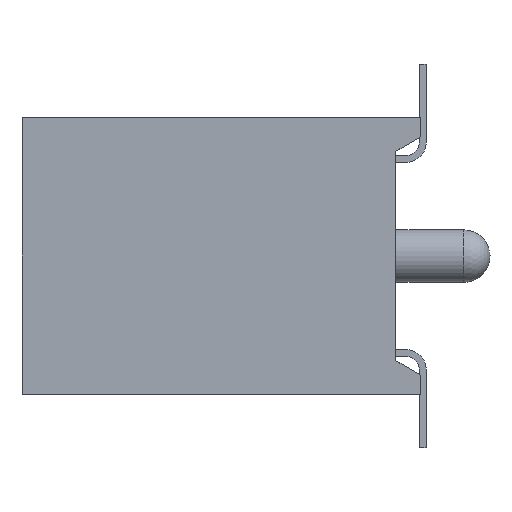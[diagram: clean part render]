
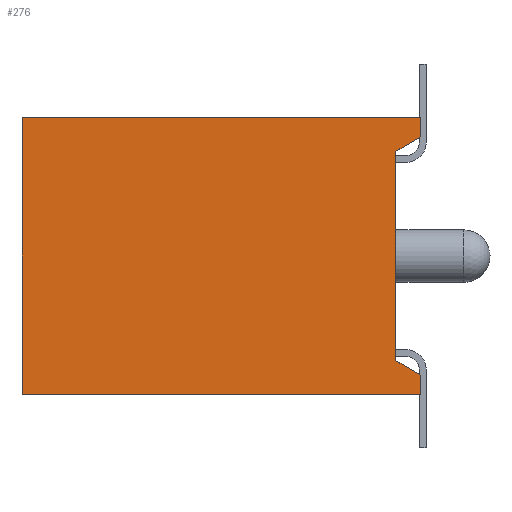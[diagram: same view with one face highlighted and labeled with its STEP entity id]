
A CAD part, left-side view. The second image highlights one B-rep face of the part: STEP entity #276.
In plain terms, the highlighted planar face has unit normal (-1, 0, 0).
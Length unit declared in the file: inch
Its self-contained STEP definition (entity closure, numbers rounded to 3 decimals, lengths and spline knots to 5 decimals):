
#276 = ADVANCED_FACE( '', ( #713 ), #714, .F. );
#713 = FACE_OUTER_BOUND( '', #1347, .T. );
#714 = PLANE( '', #1348 );
#1347 = EDGE_LOOP( '', ( #2794, #2795, #2796, #2797, #2798, #2799, #2800, #2801 ) );
#1348 = AXIS2_PLACEMENT_3D( '', #2802, #2803, #2804 );
#2794 = ORIENTED_EDGE( '', *, *, #4707, .F. );
#2795 = ORIENTED_EDGE( '', *, *, #4785, .T. );
#2796 = ORIENTED_EDGE( '', *, *, #4673, .F. );
#2797 = ORIENTED_EDGE( '', *, *, #4661, .F. );
#2798 = ORIENTED_EDGE( '', *, *, #4441, .T. );
#2799 = ORIENTED_EDGE( '', *, *, #4392, .T. );
#2800 = ORIENTED_EDGE( '', *, *, #4807, .F. );
#2801 = ORIENTED_EDGE( '', *, *, #4547, .F. );
#2802 = CARTESIAN_POINT( '', ( -0.3, 0.288, -0.1 ) );
#2803 = DIRECTION( '', ( 1., 0., 0. ) );
#2804 = DIRECTION( '', ( 0., 0., -1. ) );
#4392 = EDGE_CURVE( '', #5289, #5287, #5290, .T. );
#4441 = EDGE_CURVE( '', #5386, #5289, #5387, .T. );
#4547 = EDGE_CURVE( '', #5578, #5580, #5581, .T. );
#4661 = EDGE_CURVE( '', #5386, #5803, #5804, .T. );
#4673 = EDGE_CURVE( '', #5803, #5820, #5821, .T. );
#4707 = EDGE_CURVE( '', #5873, #5578, #5875, .T. );
#4785 = EDGE_CURVE( '', #5873, #5820, #5981, .T. );
#4807 = EDGE_CURVE( '', #5580, #5287, #6011, .T. );
#5287 = VERTEX_POINT( '', #6762 );
#5289 = VERTEX_POINT( '', #6765 );
#5290 = LINE( '', #6766, #6767 );
#5386 = VERTEX_POINT( '', #6911 );
#5387 = LINE( '', #6912, #6913 );
#5578 = VERTEX_POINT( '', #7206 );
#5580 = VERTEX_POINT( '', #7209 );
#5581 = LINE( '', #7210, #7211 );
#5803 = VERTEX_POINT( '', #7546 );
#5804 = LINE( '', #7547, #7548 );
#5820 = VERTEX_POINT( '', #7575 );
#5821 = LINE( '', #7576, #7577 );
#5873 = VERTEX_POINT( '', #7661 );
#5875 = LINE( '', #7664, #7665 );
#5981 = LINE( '', #7848, #7849 );
#6011 = LINE( '', #7900, #7901 );
#6762 = CARTESIAN_POINT( '', ( -0.3, 0., -0.086 ) );
#6765 = CARTESIAN_POINT( '', ( -0.3, 0., -0.1 ) );
#6766 = CARTESIAN_POINT( '', ( -0.3, 0., -0.1 ) );
#6767 = VECTOR( '', #8974, 39.37008 );
#6911 = CARTESIAN_POINT( '', ( -0.3, 0.288, -0.1 ) );
#6912 = CARTESIAN_POINT( '', ( -0.3, 0.288, -0.1 ) );
#6913 = VECTOR( '', #9023, 39.37008 );
#7206 = CARTESIAN_POINT( '', ( -0.3, 0.018, 0.07561 ) );
#7209 = CARTESIAN_POINT( '', ( -0.3, 0.018, -0.07561 ) );
#7210 = CARTESIAN_POINT( '', ( -0.3, 0.018, -0.1 ) );
#7211 = VECTOR( '', #9133, 39.37008 );
#7546 = CARTESIAN_POINT( '', ( -0.3, 0.288, 0.1 ) );
#7547 = CARTESIAN_POINT( '', ( -0.3, 0.288, -0.1 ) );
#7548 = VECTOR( '', #9247, 39.37008 );
#7575 = CARTESIAN_POINT( '', ( -0.3, 0., 0.1 ) );
#7576 = CARTESIAN_POINT( '', ( -0.3, 0.288, 0.1 ) );
#7577 = VECTOR( '', #9259, 39.37008 );
#7661 = CARTESIAN_POINT( '', ( -0.3, 0., 0.086 ) );
#7664 = CARTESIAN_POINT( '', ( -0.3, 0.29654, -0.08521 ) );
#7665 = VECTOR( '', #9293, 39.37008 );
#7848 = CARTESIAN_POINT( '', ( -0.3, 0., -0.1 ) );
#7849 = VECTOR( '', #9371, 39.37008 );
#7900 = CARTESIAN_POINT( '', ( -0.3, 0.20994, 0.03521 ) );
#7901 = VECTOR( '', #9393, 39.37008 );
#8974 = DIRECTION( '', ( 0., 0., 1. ) );
#9023 = DIRECTION( '', ( 0., -1., 0. ) );
#9133 = DIRECTION( '', ( 0., 0., -1. ) );
#9247 = DIRECTION( '', ( 0., 0., 1. ) );
#9259 = DIRECTION( '', ( 0., -1., 0. ) );
#9293 = DIRECTION( '', ( 0., 0.866, -0.5 ) );
#9371 = DIRECTION( '', ( 0., 0., 1. ) );
#9393 = DIRECTION( '', ( 0., -0.866, -0.5 ) );
